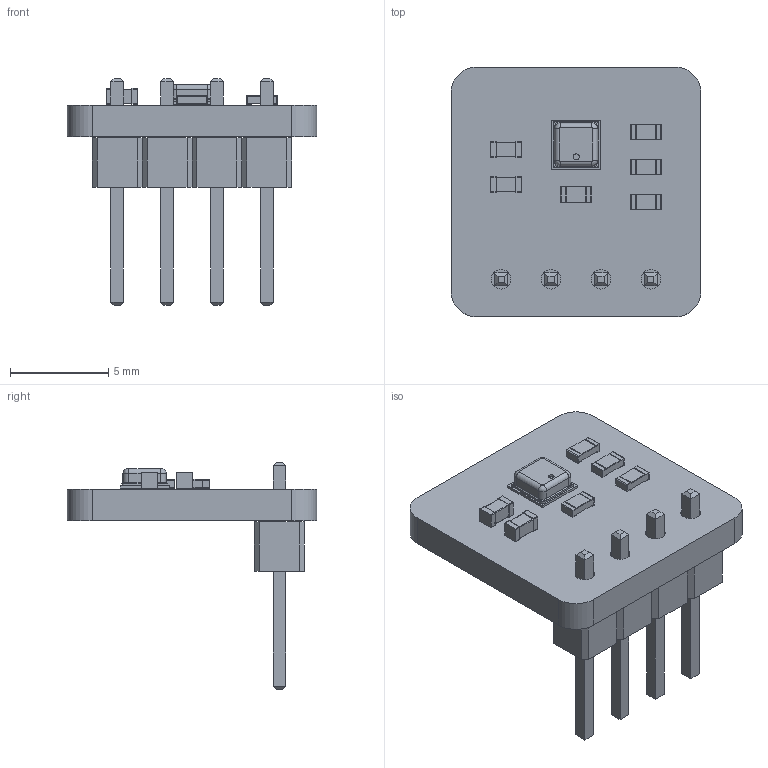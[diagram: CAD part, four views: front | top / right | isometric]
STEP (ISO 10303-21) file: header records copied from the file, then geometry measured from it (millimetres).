
FILE_DESCRIPTION(('KiCad electronic assembly'),'2;1');
FILE_NAME('bme280Breakout.step','2021-09-14T11:44:45',('An Author'),( 'A Company'),'Open CASCADE STEP processor 6.9', 'KiCad to STEP converter','Unknown');
FILE_SCHEMA(('AUTOMOTIVE_DESIGN { 1 0 10303 214 1 1 1 1 }'));
Length unit declared in the file: millimetre
Products named in the file (10): Open CASCADE STEP translator 6.9 1; C_0603_1608Metric; SOLID; PinHeader_1x04_P2.54mm_Vertical; R_0603_1608Metric; BME280--3DModel-STEP-56544; COMPOUND
Assembly tree (13 placements, depth 3):
  Open CASCADE STEP translator 6.9 1
    C_0603_1608Metric  x2
      SOLID
    PinHeader_1x04_P2.54mm_Vertical
      SOLID
    R_0603_1608Metric  x4
      SOLID
    BME280--3DModel-STEP-56544
      COMPOUND
    COMPOUND
Bounding box: 12.7 x 12.7 x 11.54 mm (x, y, z)
Volume: 335.4 mm3; surface area: 689.5 mm2
Topology: 19 solids, 19 shells, 444 faces, 1060 edges, 676 vertices
Faces by surface type: plane 330, cylinder 98, revolution 8, torus 8
Full cylindrical faces by diameter (mm): 1 x4
Entity records: 21347 total; most frequent: CARTESIAN_POINT 3652, DIRECTION 3134, LINE 2104, VECTOR 2104, ORIENTED_EDGE 1568, PCURVE 1568, DEFINITIONAL_REPRESENTATION 1568, EDGE_CURVE 784
